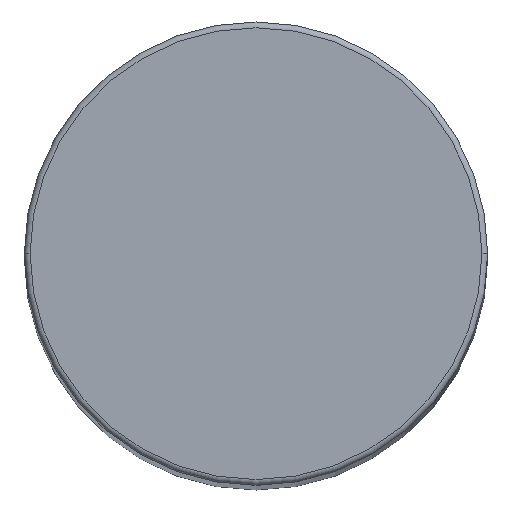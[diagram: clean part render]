
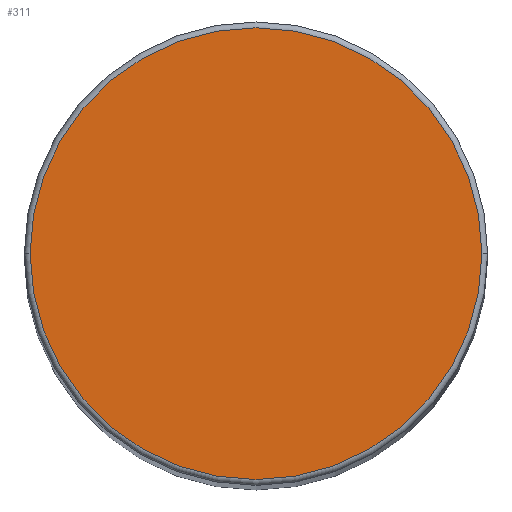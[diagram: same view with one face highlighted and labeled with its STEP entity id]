
A CAD part, top view. The second image highlights one B-rep face of the part: STEP entity #311.
In plain terms, the highlighted planar face has unit normal (0, 0, 1).
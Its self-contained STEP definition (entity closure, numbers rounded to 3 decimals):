
#96=CARTESIAN_POINT('',(0.,0.,44.));
#97=DIRECTION('',(0.,0.,1.));
#98=DIRECTION('',(1.,0.,0.));
#99=AXIS2_PLACEMENT_3D('',#96,#97,#98);
#101=CARTESIAN_POINT('',(0.,0.,44.));
#102=DIRECTION('',(0.,0.,1.));
#103=DIRECTION('',(-1.,0.,0.));
#104=AXIS2_PLACEMENT_3D('',#101,#102,#103);
#268=CARTESIAN_POINT('',(3.9,0.,44.));
#269=CARTESIAN_POINT('',(-3.9,0.,44.));
#270=VERTEX_POINT('',#268);
#271=VERTEX_POINT('',#269);
#300=CARTESIAN_POINT('',(0.,0.,44.));
#301=DIRECTION('',(0.,0.,1.));
#302=DIRECTION('',(1.,0.,0.));
#303=AXIS2_PLACEMENT_3D('',#300,#301,#302);
#304=PLANE('',#303);
#306=ORIENTED_EDGE('',*,*,#305,.F.);
#308=ORIENTED_EDGE('',*,*,#307,.F.);
#309=EDGE_LOOP('',(#306,#308));
#310=FACE_OUTER_BOUND('',#309,.F.);
#311=ADVANCED_FACE('',(#310),#304,.T.);
#100=CIRCLE('',#99,3.9);
#105=CIRCLE('',#104,3.9);
#305=EDGE_CURVE('',#270,#271,#100,.T.);
#307=EDGE_CURVE('',#271,#270,#105,.T.);
